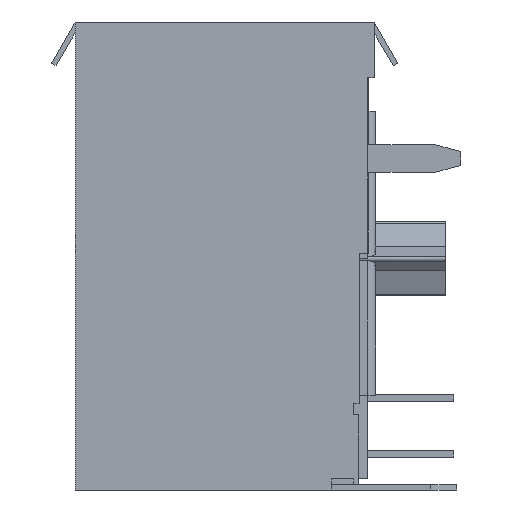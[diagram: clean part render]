
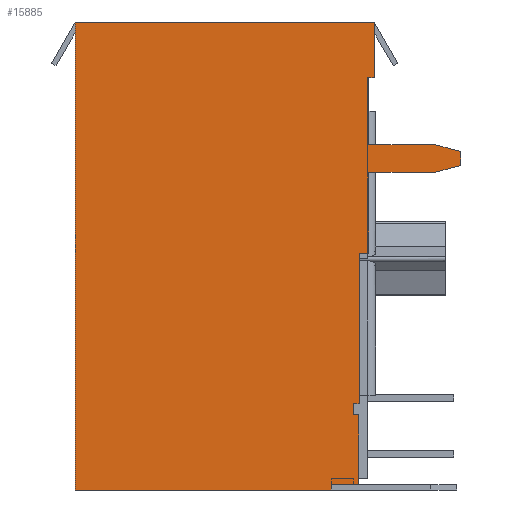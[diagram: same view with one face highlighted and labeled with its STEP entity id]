
A CAD part, left-side view. The second image highlights one B-rep face of the part: STEP entity #15885.
In plain terms, the highlighted planar face has unit normal (-1, 0, 0).
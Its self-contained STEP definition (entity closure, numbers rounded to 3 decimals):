
#72=DIRECTION('',(0.,0.,-1.));
#73=VECTOR('',#72,0.508);
#74=CARTESIAN_POINT('',(-43.556,-5.875,-17.399));
#75=LINE('',#74,#73);
#76=DIRECTION('',(0.,0.,1.));
#77=VECTOR('',#76,3.18);
#78=CARTESIAN_POINT('',(-43.556,-6.124,-21.087));
#79=LINE('',#78,#77);
#80=DIRECTION('',(0.,0.,1.));
#81=VECTOR('',#80,0.249);
#82=CARTESIAN_POINT('',(-43.556,-4.864,-21.336));
#83=LINE('',#82,#81);
#84=DIRECTION('',(0.,1.,0.));
#85=VECTOR('',#84,11.684);
#86=CARTESIAN_POINT('',(-43.556,-4.864,-21.336));
#87=LINE('',#86,#85);
#88=DIRECTION('',(0.,0.,1.));
#89=VECTOR('',#88,21.336);
#90=CARTESIAN_POINT('',(-43.556,6.82,-21.336));
#91=LINE('',#90,#89);
#92=DIRECTION('',(0.,-1.,0.));
#93=VECTOR('',#92,13.64);
#94=CARTESIAN_POINT('',(-43.556,6.82,0.));
#95=LINE('',#94,#93);
#96=DIRECTION('',(0.,0.,-1.));
#97=VECTOR('',#96,2.54);
#98=CARTESIAN_POINT('',(-43.556,-6.82,0.));
#99=LINE('',#98,#97);
#100=DIRECTION('',(0.,1.,0.));
#101=VECTOR('',#100,0.254);
#102=CARTESIAN_POINT('',(-43.556,-6.82,-2.54));
#103=LINE('',#102,#101);
#104=DIRECTION('',(0.,0.,-1.));
#105=VECTOR('',#104,3.048);
#106=CARTESIAN_POINT('',(-43.556,-6.566,-2.54));
#107=LINE('',#106,#105);
#108=DIRECTION('',(0.,1.,0.));
#109=VECTOR('',#108,3.006);
#110=CARTESIAN_POINT('',(-43.556,-9.572,-5.588));
#111=LINE('',#110,#109);
#112=DIRECTION('',(0.,0.966,0.259));
#113=VECTOR('',#112,1.227);
#114=CARTESIAN_POINT('',(-43.556,-10.757,-5.906));
#115=LINE('',#114,#113);
#116=DIRECTION('',(0.,0.,1.));
#117=VECTOR('',#116,0.635);
#118=CARTESIAN_POINT('',(-43.556,-10.757,-6.541));
#119=LINE('',#118,#117);
#120=DIRECTION('',(0.,-0.966,0.259));
#121=VECTOR('',#120,1.227);
#122=CARTESIAN_POINT('',(-43.556,-9.572,-6.858));
#123=LINE('',#122,#121);
#124=DIRECTION('',(0.,-1.,0.));
#125=VECTOR('',#124,3.006);
#126=CARTESIAN_POINT('',(-43.556,-6.566,-6.858));
#127=LINE('',#126,#125);
#128=DIRECTION('',(0.,0.,-1.));
#129=VECTOR('',#128,3.683);
#130=CARTESIAN_POINT('',(-43.556,-6.566,-6.858));
#131=LINE('',#130,#129);
#132=DIRECTION('',(0.,1.,0.));
#133=VECTOR('',#132,0.432);
#134=CARTESIAN_POINT('',(-43.556,-6.566,-10.541));
#135=LINE('',#134,#133);
#136=DIRECTION('',(0.,0.,-1.));
#137=VECTOR('',#136,6.858);
#138=CARTESIAN_POINT('',(-43.556,-6.134,-10.541));
#139=LINE('',#138,#137);
#140=DIRECTION('',(0.,1.,0.));
#141=VECTOR('',#140,0.259);
#142=CARTESIAN_POINT('',(-43.556,-6.134,-17.399));
#143=LINE('',#142,#141);
#180=DIRECTION('',(0.,1.,0.));
#181=VECTOR('',#180,0.249);
#182=CARTESIAN_POINT('',(-43.556,-6.124,-17.907));
#183=LINE('',#182,#181);
#264=DIRECTION('',(0.,1.,0.));
#265=VECTOR('',#264,1.26);
#266=CARTESIAN_POINT('',(-43.556,-6.124,-21.087));
#267=LINE('',#266,#265);
#11981=CARTESIAN_POINT('',(-43.556,6.82,0.));
#11982=CARTESIAN_POINT('',(-43.556,-6.82,0.));
#11983=VERTEX_POINT('',#11981);
#11984=VERTEX_POINT('',#11982);
#11985=CARTESIAN_POINT('',(-43.556,-6.82,-2.54));
#11986=VERTEX_POINT('',#11985);
#11987=CARTESIAN_POINT('',(-43.556,-6.566,-2.54));
#11988=VERTEX_POINT('',#11987);
#11989=CARTESIAN_POINT('',(-43.556,-6.566,-10.541));
#11990=CARTESIAN_POINT('',(-43.556,-6.134,-10.541));
#11991=VERTEX_POINT('',#11989);
#11992=VERTEX_POINT('',#11990);
#11993=CARTESIAN_POINT('',(-43.556,-6.134,-17.399));
#11994=VERTEX_POINT('',#11993);
#11995=CARTESIAN_POINT('',(-43.556,-5.875,-17.399));
#11996=VERTEX_POINT('',#11995);
#11997=CARTESIAN_POINT('',(-43.556,6.82,-21.336));
#11998=VERTEX_POINT('',#11997);
#12037=CARTESIAN_POINT('',(-43.556,-9.572,-6.858));
#12038=CARTESIAN_POINT('',(-43.556,-10.757,-6.541));
#12039=VERTEX_POINT('',#12037);
#12040=VERTEX_POINT('',#12038);
#12041=CARTESIAN_POINT('',(-43.556,-10.757,-5.906));
#12042=VERTEX_POINT('',#12041);
#12043=CARTESIAN_POINT('',(-43.556,-9.572,-5.588));
#12044=VERTEX_POINT('',#12043);
#12053=CARTESIAN_POINT('',(-43.556,-6.566,-5.588));
#12054=VERTEX_POINT('',#12053);
#12055=CARTESIAN_POINT('',(-43.556,-6.566,-6.858));
#12056=VERTEX_POINT('',#12055);
#15778=CARTESIAN_POINT('',(-43.556,-4.864,-21.336));
#15779=VERTEX_POINT('',#15778);
#15788=CARTESIAN_POINT('',(-43.556,-6.124,-21.087));
#15789=VERTEX_POINT('',#15788);
#15802=CARTESIAN_POINT('',(-43.556,-6.124,-17.907));
#15803=VERTEX_POINT('',#15802);
#15811=CARTESIAN_POINT('',(-43.556,-5.875,-17.907));
#15813=VERTEX_POINT('',#15811);
#15830=CARTESIAN_POINT('',(-43.556,-4.864,-21.087));
#15832=VERTEX_POINT('',#15830);
#15838=CARTESIAN_POINT('',(-43.556,0.,0.));
#15839=DIRECTION('',(1.,0.,0.));
#15840=DIRECTION('',(0.,0.,-1.));
#15841=AXIS2_PLACEMENT_3D('',#15838,#15839,#15840);
#15842=PLANE('',#15841);
#15844=ORIENTED_EDGE('',*,*,#15843,.T.);
#15846=ORIENTED_EDGE('',*,*,#15845,.F.);
#15848=ORIENTED_EDGE('',*,*,#15847,.F.);
#15850=ORIENTED_EDGE('',*,*,#15849,.T.);
#15852=ORIENTED_EDGE('',*,*,#15851,.F.);
#15854=ORIENTED_EDGE('',*,*,#15853,.T.);
#15856=ORIENTED_EDGE('',*,*,#15855,.T.);
#15858=ORIENTED_EDGE('',*,*,#15857,.T.);
#15860=ORIENTED_EDGE('',*,*,#15859,.T.);
#15862=ORIENTED_EDGE('',*,*,#15861,.T.);
#15864=ORIENTED_EDGE('',*,*,#15863,.T.);
#15866=ORIENTED_EDGE('',*,*,#15865,.F.);
#15868=ORIENTED_EDGE('',*,*,#15867,.F.);
#15870=ORIENTED_EDGE('',*,*,#15869,.F.);
#15872=ORIENTED_EDGE('',*,*,#15871,.F.);
#15874=ORIENTED_EDGE('',*,*,#15873,.F.);
#15876=ORIENTED_EDGE('',*,*,#15875,.T.);
#15878=ORIENTED_EDGE('',*,*,#15877,.T.);
#15880=ORIENTED_EDGE('',*,*,#15879,.T.);
#15882=ORIENTED_EDGE('',*,*,#15881,.T.);
#15883=EDGE_LOOP('',(#15844,#15846,#15848,#15850,#15852,#15854,#15856,#15858,
#15860,#15862,#15864,#15866,#15868,#15870,#15872,#15874,#15876,#15878,#15880,
#15882));
#15884=FACE_OUTER_BOUND('',#15883,.F.);
#15885=ADVANCED_FACE('',(#15884),#15842,.F.);
#15843=EDGE_CURVE('',#11996,#15813,#75,.T.);
#15845=EDGE_CURVE('',#15803,#15813,#183,.T.);
#15847=EDGE_CURVE('',#15789,#15803,#79,.T.);
#15849=EDGE_CURVE('',#15789,#15832,#267,.T.);
#15851=EDGE_CURVE('',#15779,#15832,#83,.T.);
#15853=EDGE_CURVE('',#15779,#11998,#87,.T.);
#15855=EDGE_CURVE('',#11998,#11983,#91,.T.);
#15857=EDGE_CURVE('',#11983,#11984,#95,.T.);
#15859=EDGE_CURVE('',#11984,#11986,#99,.T.);
#15861=EDGE_CURVE('',#11986,#11988,#103,.T.);
#15863=EDGE_CURVE('',#11988,#12054,#107,.T.);
#15865=EDGE_CURVE('',#12044,#12054,#111,.T.);
#15867=EDGE_CURVE('',#12042,#12044,#115,.T.);
#15869=EDGE_CURVE('',#12040,#12042,#119,.T.);
#15871=EDGE_CURVE('',#12039,#12040,#123,.T.);
#15873=EDGE_CURVE('',#12056,#12039,#127,.T.);
#15875=EDGE_CURVE('',#12056,#11991,#131,.T.);
#15877=EDGE_CURVE('',#11991,#11992,#135,.T.);
#15879=EDGE_CURVE('',#11992,#11994,#139,.T.);
#15881=EDGE_CURVE('',#11994,#11996,#143,.T.);
